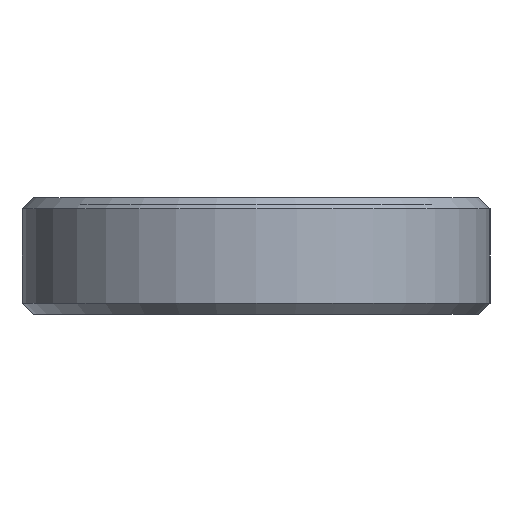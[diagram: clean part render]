
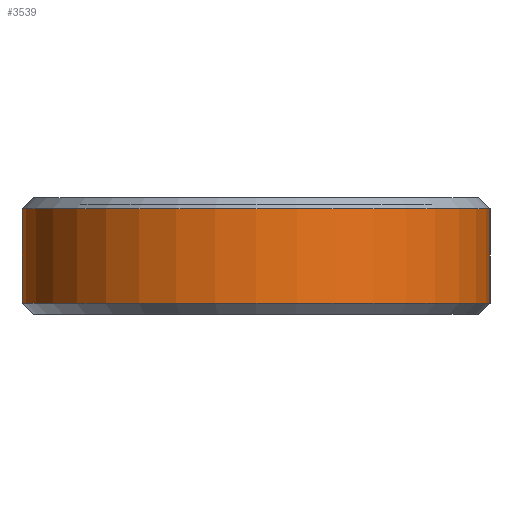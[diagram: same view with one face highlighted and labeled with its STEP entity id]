
A CAD part, left-side view. The second image highlights one B-rep face of the part: STEP entity #3539.
In plain terms, the highlighted cylindrical face has radius 6.25 mm (diameter 12.5 mm), a partial arc.
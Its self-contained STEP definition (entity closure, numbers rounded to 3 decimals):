
#45 = CONICAL_SURFACE('',#46,6.25,0.785);
#46 = AXIS2_PLACEMENT_3D('',#47,#48,#49);
#47 = CARTESIAN_POINT('',(0.,0.,0.3));
#48 = DIRECTION('',(0.,0.,1.));
#49 = DIRECTION('',(0.,1.,0.));
#1291 = VERTEX_POINT('',#1292);
#1292 = CARTESIAN_POINT('',(0.,6.25,0.3));
#1315 = VERTEX_POINT('',#1316);
#1316 = CARTESIAN_POINT('',(0.,-6.25,0.3));
#1337 = EDGE_CURVE('',#1291,#1315,#1338,.T.);
#1338 = SURFACE_CURVE('',#1339,(#1344,#1351),.PCURVE_S1.);
#1339 = CIRCLE('',#1340,6.25);
#1340 = AXIS2_PLACEMENT_3D('',#1341,#1342,#1343);
#1341 = CARTESIAN_POINT('',(0.,0.,0.3));
#1342 = DIRECTION('',(0.,-0.,1.));
#1343 = DIRECTION('',(0.,1.,0.));
#1344 = PCURVE('',#45,#1345);
#1345 = DEFINITIONAL_REPRESENTATION('',(#1346),#1350);
#1346 = LINE('',#1347,#1348);
#1347 = CARTESIAN_POINT('',(0.,0.));
#1348 = VECTOR('',#1349,1.);
#1349 = DIRECTION('',(1.,0.));
#1350 = ( GEOMETRIC_REPRESENTATION_CONTEXT(2) 
PARAMETRIC_REPRESENTATION_CONTEXT() REPRESENTATION_CONTEXT('2D SPACE',''
  ) );
#1351 = PCURVE('',#1352,#1357);
#1352 = CYLINDRICAL_SURFACE('',#1353,6.25);
#1353 = AXIS2_PLACEMENT_3D('',#1354,#1355,#1356);
#1354 = CARTESIAN_POINT('',(0.,0.,0.));
#1355 = DIRECTION('',(-0.,-0.,-1.));
#1356 = DIRECTION('',(1.,0.,0.));
#1357 = DEFINITIONAL_REPRESENTATION('',(#1358),#1362);
#1358 = LINE('',#1359,#1360);
#1359 = CARTESIAN_POINT('',(-1.571,-0.3));
#1360 = VECTOR('',#1361,1.);
#1361 = DIRECTION('',(-1.,0.));
#1362 = ( GEOMETRIC_REPRESENTATION_CONTEXT(2) 
PARAMETRIC_REPRESENTATION_CONTEXT() REPRESENTATION_CONTEXT('2D SPACE',''
  ) );
#1406 = PLANE('',#1407);
#1407 = AXIS2_PLACEMENT_3D('',#1408,#1409,#1410);
#1408 = CARTESIAN_POINT('',(0.,6.25,0.));
#1409 = DIRECTION('',(0.,1.,0.));
#1410 = DIRECTION('',(1.,0.,0.));
#1460 = PLANE('',#1461);
#1461 = AXIS2_PLACEMENT_3D('',#1462,#1463,#1464);
#1462 = CARTESIAN_POINT('',(0.,-6.25,0.));
#1463 = DIRECTION('',(0.,1.,0.));
#1464 = DIRECTION('',(1.,0.,0.));
#3539 = ADVANCED_FACE('',(#3540),#1352,.T.);
#3540 = FACE_BOUND('',#3541,.F.);
#3541 = EDGE_LOOP('',(#3542,#3565,#3594,#3615));
#3542 = ORIENTED_EDGE('',*,*,#3543,.T.);
#3543 = EDGE_CURVE('',#1291,#3544,#3546,.T.);
#3544 = VERTEX_POINT('',#3545);
#3545 = CARTESIAN_POINT('',(0.,6.25,2.825));
#3546 = SURFACE_CURVE('',#3547,(#3551,#3558),.PCURVE_S1.);
#3547 = LINE('',#3548,#3549);
#3548 = CARTESIAN_POINT('',(0.,6.25,0.));
#3549 = VECTOR('',#3550,1.);
#3550 = DIRECTION('',(0.,0.,1.));
#3551 = PCURVE('',#1352,#3552);
#3552 = DEFINITIONAL_REPRESENTATION('',(#3553),#3557);
#3553 = LINE('',#3554,#3555);
#3554 = CARTESIAN_POINT('',(-1.571,0.));
#3555 = VECTOR('',#3556,1.);
#3556 = DIRECTION('',(-0.,-1.));
#3557 = ( GEOMETRIC_REPRESENTATION_CONTEXT(2) 
PARAMETRIC_REPRESENTATION_CONTEXT() REPRESENTATION_CONTEXT('2D SPACE',''
  ) );
#3558 = PCURVE('',#1406,#3559);
#3559 = DEFINITIONAL_REPRESENTATION('',(#3560),#3564);
#3560 = LINE('',#3561,#3562);
#3561 = CARTESIAN_POINT('',(0.,0.));
#3562 = VECTOR('',#3563,1.);
#3563 = DIRECTION('',(0.,-1.));
#3564 = ( GEOMETRIC_REPRESENTATION_CONTEXT(2) 
PARAMETRIC_REPRESENTATION_CONTEXT() REPRESENTATION_CONTEXT('2D SPACE',''
  ) );
#3565 = ORIENTED_EDGE('',*,*,#3566,.T.);
#3566 = EDGE_CURVE('',#3544,#3567,#3569,.T.);
#3567 = VERTEX_POINT('',#3568);
#3568 = CARTESIAN_POINT('',(0.,-6.25,2.825));
#3569 = SURFACE_CURVE('',#3570,(#3575,#3582),.PCURVE_S1.);
#3570 = CIRCLE('',#3571,6.25);
#3571 = AXIS2_PLACEMENT_3D('',#3572,#3573,#3574);
#3572 = CARTESIAN_POINT('',(0.,0.,2.825));
#3573 = DIRECTION('',(0.,-0.,1.));
#3574 = DIRECTION('',(0.,1.,0.));
#3575 = PCURVE('',#1352,#3576);
#3576 = DEFINITIONAL_REPRESENTATION('',(#3577),#3581);
#3577 = LINE('',#3578,#3579);
#3578 = CARTESIAN_POINT('',(-1.571,-2.825));
#3579 = VECTOR('',#3580,1.);
#3580 = DIRECTION('',(-1.,0.));
#3581 = ( GEOMETRIC_REPRESENTATION_CONTEXT(2) 
PARAMETRIC_REPRESENTATION_CONTEXT() REPRESENTATION_CONTEXT('2D SPACE',''
  ) );
#3582 = PCURVE('',#3583,#3588);
#3583 = CONICAL_SURFACE('',#3584,6.25,0.785);
#3584 = AXIS2_PLACEMENT_3D('',#3585,#3586,#3587);
#3585 = CARTESIAN_POINT('',(0.,0.,2.825));
#3586 = DIRECTION('',(-0.,-0.,-1.));
#3587 = DIRECTION('',(0.,1.,0.));
#3588 = DEFINITIONAL_REPRESENTATION('',(#3589),#3593);
#3589 = LINE('',#3590,#3591);
#3590 = CARTESIAN_POINT('',(-0.,-0.));
#3591 = VECTOR('',#3592,1.);
#3592 = DIRECTION('',(-1.,-0.));
#3593 = ( GEOMETRIC_REPRESENTATION_CONTEXT(2) 
PARAMETRIC_REPRESENTATION_CONTEXT() REPRESENTATION_CONTEXT('2D SPACE',''
  ) );
#3594 = ORIENTED_EDGE('',*,*,#3595,.F.);
#3595 = EDGE_CURVE('',#1315,#3567,#3596,.T.);
#3596 = SURFACE_CURVE('',#3597,(#3601,#3608),.PCURVE_S1.);
#3597 = LINE('',#3598,#3599);
#3598 = CARTESIAN_POINT('',(0.,-6.25,0.));
#3599 = VECTOR('',#3600,1.);
#3600 = DIRECTION('',(0.,0.,1.));
#3601 = PCURVE('',#1352,#3602);
#3602 = DEFINITIONAL_REPRESENTATION('',(#3603),#3607);
#3603 = LINE('',#3604,#3605);
#3604 = CARTESIAN_POINT('',(-4.712,0.));
#3605 = VECTOR('',#3606,1.);
#3606 = DIRECTION('',(-0.,-1.));
#3607 = ( GEOMETRIC_REPRESENTATION_CONTEXT(2) 
PARAMETRIC_REPRESENTATION_CONTEXT() REPRESENTATION_CONTEXT('2D SPACE',''
  ) );
#3608 = PCURVE('',#1460,#3609);
#3609 = DEFINITIONAL_REPRESENTATION('',(#3610),#3614);
#3610 = LINE('',#3611,#3612);
#3611 = CARTESIAN_POINT('',(0.,0.));
#3612 = VECTOR('',#3613,1.);
#3613 = DIRECTION('',(0.,-1.));
#3614 = ( GEOMETRIC_REPRESENTATION_CONTEXT(2) 
PARAMETRIC_REPRESENTATION_CONTEXT() REPRESENTATION_CONTEXT('2D SPACE',''
  ) );
#3615 = ORIENTED_EDGE('',*,*,#1337,.F.);
